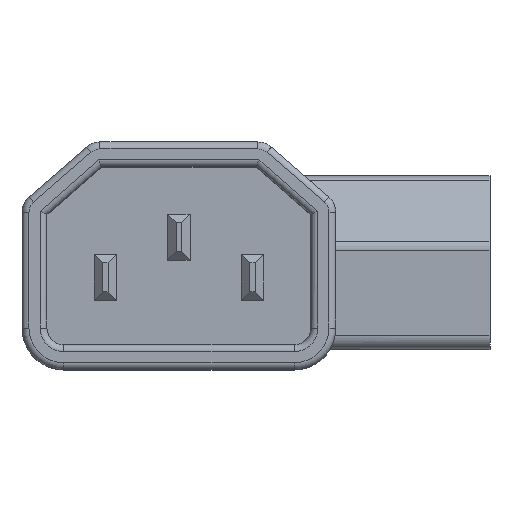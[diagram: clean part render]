
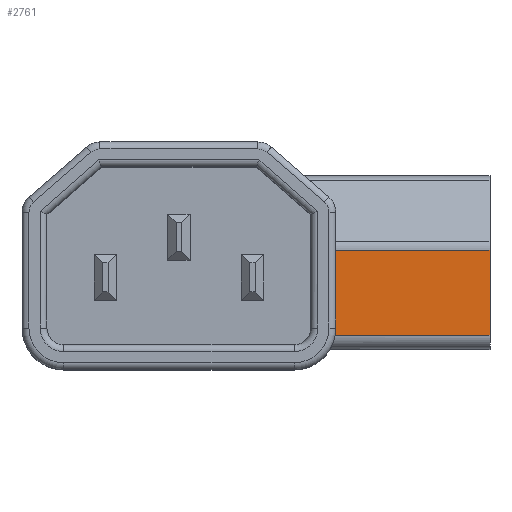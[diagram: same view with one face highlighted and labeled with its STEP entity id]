
A CAD part, top view. The second image highlights one B-rep face of the part: STEP entity #2761.
In plain terms, the highlighted face is planar.
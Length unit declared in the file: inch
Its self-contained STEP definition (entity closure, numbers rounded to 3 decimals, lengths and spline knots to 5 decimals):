
#11 = CARTESIAN_POINT ( 'NONE',  ( 0.45, 0.3125, -0.72 ) ) ;
#44 = CARTESIAN_POINT ( 'NONE',  ( 0.45, -0.04412, 0. ) ) ;
#388 = EDGE_CURVE ( 'NONE', #10183, #814, #426, .T. ) ;
#426 = LINE ( 'NONE', #4629, #9354 ) ;
#432 = VERTEX_POINT ( 'NONE', #2355 ) ;
#814 = VERTEX_POINT ( 'NONE', #7480 ) ;
#1199 = VECTOR ( 'NONE', #9802, 39.37008 ) ;
#1598 = ORIENTED_EDGE ( 'NONE', *, *, #388, .T. ) ;
#1661 = ORIENTED_EDGE ( 'NONE', *, *, #2573, .F. ) ;
#1665 = PLANE ( 'NONE',  #3858 ) ;
#2355 = CARTESIAN_POINT ( 'NONE',  ( 0.45, 0.2625, 0. ) ) ;
#2456 = VECTOR ( 'NONE', #2519, 39.37008 ) ;
#2519 = DIRECTION ( 'NONE',  ( 0., 0., 1. ) ) ;
#2573 = EDGE_CURVE ( 'NONE', #4640, #432, #3643, .T. ) ;
#2761 = ADVANCED_FACE ( 'NONE', ( #8489 ), #1665, .T. ) ;
#3134 = CARTESIAN_POINT ( 'NONE',  ( 0.45, -0.04412, -0.72 ) ) ;
#3234 = DIRECTION ( 'NONE',  ( 1., 0., 0. ) ) ;
#3438 = ORIENTED_EDGE ( 'NONE', *, *, #4381, .T. ) ;
#3643 = LINE ( 'NONE', #7044, #5359 ) ;
#3858 = AXIS2_PLACEMENT_3D ( 'NONE', #11, #3234, #9118 ) ;
#4276 = LINE ( 'NONE', #7510, #2456 ) ;
#4381 = EDGE_CURVE ( 'NONE', #4640, #10183, #7619, .T. ) ;
#4629 = CARTESIAN_POINT ( 'NONE',  ( 0.45, 0.3125, -0.72 ) ) ;
#4640 = VERTEX_POINT ( 'NONE', #44 ) ;
#5359 = VECTOR ( 'NONE', #8873, 39.37008 ) ;
#5567 = DIRECTION ( 'NONE',  ( 0., 1., 0. ) ) ;
#7044 = CARTESIAN_POINT ( 'NONE',  ( 0.45, 0.3125, 0. ) ) ;
#7480 = CARTESIAN_POINT ( 'NONE',  ( 0.45, 0.2625, -0.72 ) ) ;
#7510 = CARTESIAN_POINT ( 'NONE',  ( 0.45, 0.2625, -0.72 ) ) ;
#7619 = LINE ( 'NONE', #3134, #1199 ) ;
#7728 = EDGE_CURVE ( 'NONE', #814, #432, #4276, .T. ) ;
#8489 = FACE_OUTER_BOUND ( 'NONE', #10508, .T. ) ;
#8873 = DIRECTION ( 'NONE',  ( 0., 1., 0. ) ) ;
#9118 = DIRECTION ( 'NONE',  ( 0., 0., -1. ) ) ;
#9354 = VECTOR ( 'NONE', #5567, 39.37008 ) ;
#9802 = DIRECTION ( 'NONE',  ( 0., 0., -1. ) ) ;
#10183 = VERTEX_POINT ( 'NONE', #10841 ) ;
#10288 = ORIENTED_EDGE ( 'NONE', *, *, #7728, .T. ) ;
#10508 = EDGE_LOOP ( 'NONE', ( #1661, #3438, #1598, #10288 ) ) ;
#10841 = CARTESIAN_POINT ( 'NONE',  ( 0.45, -0.04412, -0.72 ) ) ;
